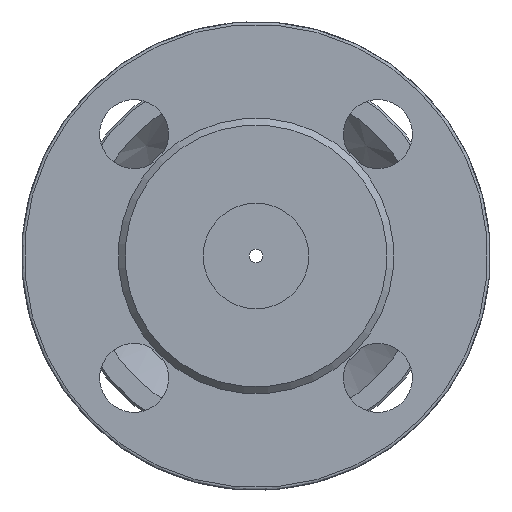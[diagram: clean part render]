
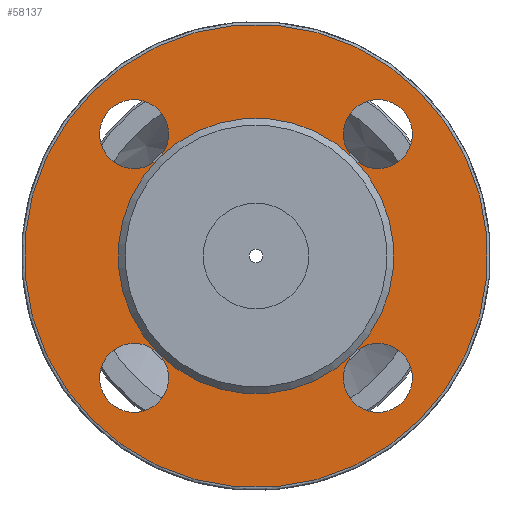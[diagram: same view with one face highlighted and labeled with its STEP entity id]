
A CAD part, front view. The second image highlights one B-rep face of the part: STEP entity #58137.
In plain terms, the highlighted free-form (B-spline) face has degree [1, 1] with [2, 2] control points.
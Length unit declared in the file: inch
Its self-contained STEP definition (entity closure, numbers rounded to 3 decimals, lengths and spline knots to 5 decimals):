
#58010=CARTESIAN_POINT('',(3.97839,-10.7367,23.17359));
#58011=VERTEX_POINT('',#58010);
#58012=CARTESIAN_POINT('',(2.49347,-9.25177,23.17359));
#58013=DIRECTION('',(0.,0.,1.));
#58014=DIRECTION('',(-0.707,0.707,0.));
#58015=AXIS2_PLACEMENT_3D('',#58012,#58013,#58014);
#58016=CIRCLE('',#58015,2.1);
#58017=EDGE_CURVE('',#58011,#58011,#58016,.T.);
#58063=CARTESIAN_POINT('',(6.69347,-9.25177,23.17359));
#58064=CARTESIAN_POINT('',(2.49347,-5.05177,23.17359));
#58065=CARTESIAN_POINT('',(2.49347,-13.45177,23.17359));
#58066=CARTESIAN_POINT('',(-1.70653,-9.25177,23.17359));
#58067=B_SPLINE_SURFACE_WITH_KNOTS('',1,1,((#58063,#58065),(#58064,#58066)),.UNSPECIFIED.,.F.,.F.,.U.,(2,2),(2,2),(0.0,5.9397),(0.0,5.9397),.UNSPECIFIED.);
#58068=ORIENTED_EDGE('',*,*,#58017,.T.);
#58069=EDGE_LOOP('',(#58068));
#58070=FACE_OUTER_BOUND('',#58069,.T.);
#58071=CARTESIAN_POINT('',(3.37735,-10.13566,23.17359));
#58072=VERTEX_POINT('',#58071);
#58073=CARTESIAN_POINT('',(3.59832,-10.35663,23.17359));
#58074=DIRECTION('',(0.,0.,-1.));
#58075=DIRECTION('',(0.707,-0.707,0.));
#58076=AXIS2_PLACEMENT_3D('',#58073,#58074,#58075);
#58077=CIRCLE('',#58076,0.3125);
#58078=EDGE_CURVE('',#58072,#58072,#58077,.T.);
#58079=ORIENTED_EDGE('',*,*,#58078,.T.);
#58080=CARTESIAN_POINT('',(1.60959,-10.13566,23.17359));
#58081=VERTEX_POINT('',#58080);
#58082=CARTESIAN_POINT('',(2.49347,-9.25177,23.17359));
#58083=DIRECTION('',(0.,0.,1.));
#58084=DIRECTION('',(-0.707,0.707,0.));
#58085=AXIS2_PLACEMENT_3D('',#58082,#58083,#58084);
#58086=CIRCLE('',#58085,1.25);
#58087=EDGE_CURVE('',#58081,#58072,#58086,.T.);
#58088=ORIENTED_EDGE('',*,*,#58087,.F.);
#58089=CARTESIAN_POINT('',(1.38862,-10.35663,23.17359));
#58090=DIRECTION('',(0.,0.,-1.));
#58091=DIRECTION('',(0.707,-0.707,0.));
#58092=AXIS2_PLACEMENT_3D('',#58089,#58090,#58091);
#58093=CIRCLE('',#58092,0.3125);
#58094=EDGE_CURVE('',#58081,#58081,#58093,.T.);
#58095=ORIENTED_EDGE('',*,*,#58094,.T.);
#58096=CARTESIAN_POINT('',(1.60959,-8.36789,23.17359));
#58097=VERTEX_POINT('',#58096);
#58098=CARTESIAN_POINT('',(2.49347,-9.25177,23.17359));
#58099=DIRECTION('',(0.,0.,1.));
#58100=DIRECTION('',(-0.707,0.707,0.));
#58101=AXIS2_PLACEMENT_3D('',#58098,#58099,#58100);
#58102=CIRCLE('',#58101,1.25);
#58103=EDGE_CURVE('',#58097,#58081,#58102,.T.);
#58104=ORIENTED_EDGE('',*,*,#58103,.F.);
#58105=CARTESIAN_POINT('',(1.38862,-8.14692,23.17359));
#58106=DIRECTION('',(0.,0.,1.));
#58107=DIRECTION('',(0.707,-0.707,0.));
#58108=AXIS2_PLACEMENT_3D('',#58105,#58106,#58107);
#58109=CIRCLE('',#58108,0.3125);
#58110=EDGE_CURVE('',#58097,#58097,#58109,.T.);
#58111=ORIENTED_EDGE('',*,*,#58110,.F.);
#58112=CARTESIAN_POINT('',(3.37735,-8.36789,23.17359));
#58113=VERTEX_POINT('',#58112);
#58114=CARTESIAN_POINT('',(2.49347,-9.25177,23.17359));
#58115=DIRECTION('',(0.,0.,1.));
#58116=DIRECTION('',(-0.707,0.707,0.));
#58117=AXIS2_PLACEMENT_3D('',#58114,#58115,#58116);
#58118=CIRCLE('',#58117,1.25);
#58119=EDGE_CURVE('',#58113,#58097,#58118,.T.);
#58120=ORIENTED_EDGE('',*,*,#58119,.F.);
#58121=CARTESIAN_POINT('',(3.59832,-8.14692,23.17359));
#58122=DIRECTION('',(0.,0.,1.));
#58123=DIRECTION('',(0.707,-0.707,0.));
#58124=AXIS2_PLACEMENT_3D('',#58121,#58122,#58123);
#58125=CIRCLE('',#58124,0.3125);
#58126=EDGE_CURVE('',#58113,#58113,#58125,.T.);
#58127=ORIENTED_EDGE('',*,*,#58126,.F.);
#58128=CARTESIAN_POINT('',(2.49347,-9.25177,23.17359));
#58129=DIRECTION('',(0.,0.,1.));
#58130=DIRECTION('',(-0.707,0.707,0.));
#58131=AXIS2_PLACEMENT_3D('',#58128,#58129,#58130);
#58132=CIRCLE('',#58131,1.25);
#58133=EDGE_CURVE('',#58072,#58113,#58132,.T.);
#58134=ORIENTED_EDGE('',*,*,#58133,.F.);
#58135=EDGE_LOOP('',(#58079,#58088,#58095,#58104,#58111,#58120,#58127,#58134));
#58136=FACE_BOUND('',#58135,.T.);
#58137=ADVANCED_FACE('',(#58070,#58136),#58067,.T.);
